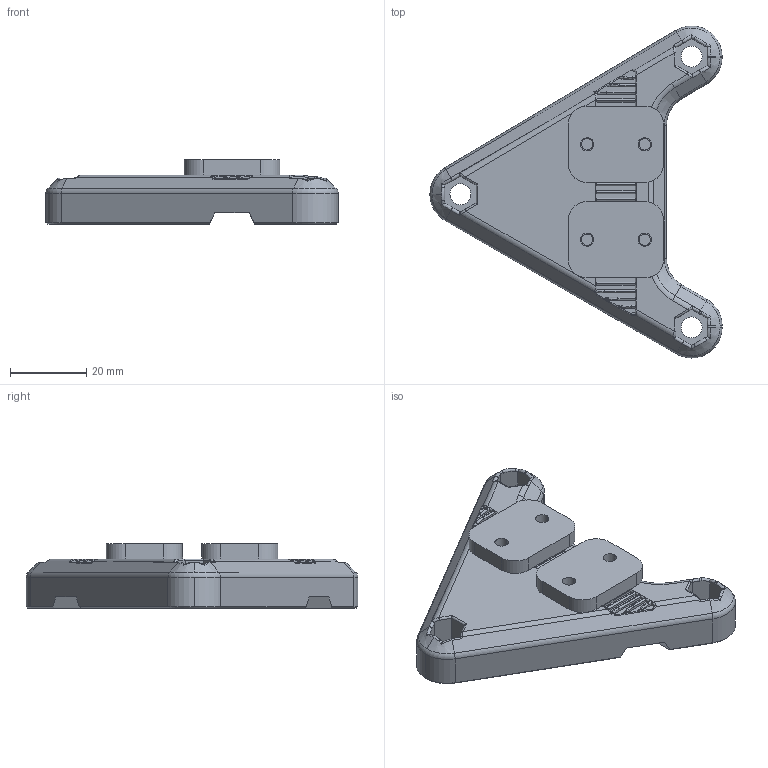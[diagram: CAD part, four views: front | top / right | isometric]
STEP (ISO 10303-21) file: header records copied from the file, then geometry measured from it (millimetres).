
FILE_DESCRIPTION (( 'STEP AP203' ), '1' );
FILE_NAME ('z_belt_clamp.STEP', '2022-07-13T12:30:26', ( '' ), ( '' ), 'SwSTEP 2.0', 'SolidWorks 2021', '' );
FILE_SCHEMA (( 'CONFIG_CONTROL_DESIGN' ));
Length unit declared in the file: millimetre
Products named in the file (4): belt clamp; belt bracket; 94180A331_HEAT-SET INSERTS FOR PLASTICS_94180A331; z_belt_clamp
Assembly tree (7 placements, depth 2):
  z_belt_clamp
    belt bracket
    belt clamp  x2
    94180A331_HEAT-SET INSERTS FOR PLASTICS_94180A331  x4
Bounding box: 76.6 x 86.99 x 16.9 mm (x, y, z)
Volume: 39113.6 mm3; surface area: 14353.7 mm2
Topology: 7 solids, 7 shells, 555 faces, 1284 edges, 748 vertices
Faces by surface type: cylinder 245, plane 236, bspline 43, cone 21, torus 10
Entity records: 15485 total; most frequent: CARTESIAN_POINT 4245, ORIENTED_EDGE 2388, DIRECTION 2042, EDGE_CURVE 1194, VECTOR 716, LINE 716, VERTEX_POINT 688, AXIS2_PLACEMENT_3D 663
